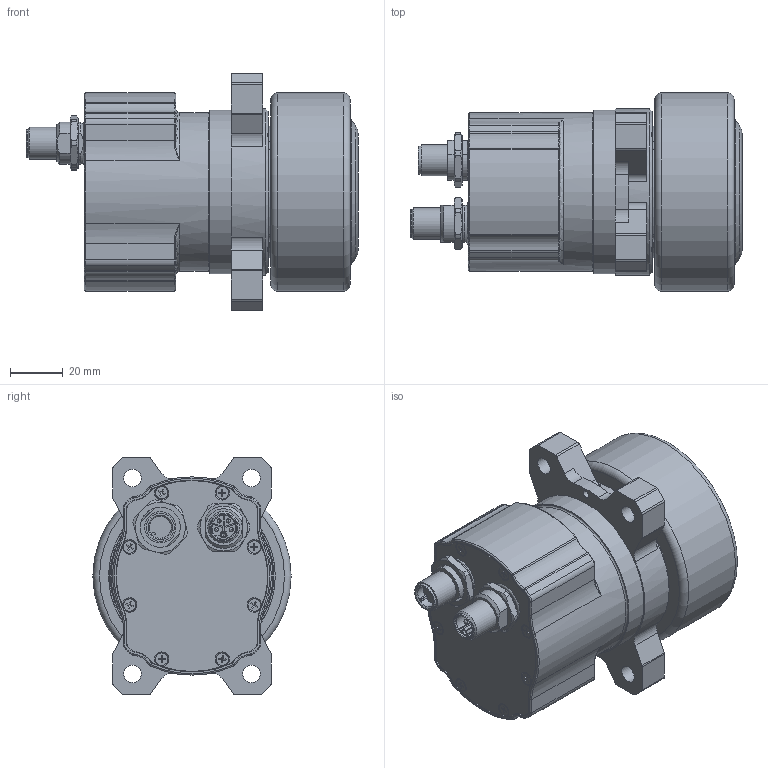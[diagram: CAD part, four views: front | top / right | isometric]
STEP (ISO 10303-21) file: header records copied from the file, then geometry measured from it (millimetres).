
FILE_DESCRIPTION(/* description */ (''),/* implementation_level */ '2;1');
FILE_NAME(/* name */ 'WD07530-42xx-50-Ex.stp',/* time_stamp */ '2023-10-27T09:58:13+02:00',/* author */ ('kaiming.cao'),/* organization */ (''),/* preprocessor_version */ 'ST-DEVELOPER v18.1',/* originating_system */ 'Autodesk Inventor 2021',/* authorisation */ '');
FILE_SCHEMA (('AUTOMOTIVE_DESIGN { 1 0 10303 214 3 1 1 }'));
Length unit declared in the file: millimetre
Products named in the file (1): D-00004524-75-updated-vereinfacht
Bounding box: 125.6 x 75 x 90 mm (x, y, z)
Volume: 391614.9 mm3; surface area: 48489.3 mm2
Topology: 1 solids, 1 shells, 637 faces, 1606 edges, 1008 vertices
Faces by surface type: plane 277, cylinder 231, cone 53, torus 52, bspline 24
Full cylindrical faces by diameter (mm): 1.5 x4, 1.55 x4, 1.6 x1, 2.201 x1, 2.459 x4, 3 x2, 3.4 x4, 4 x4, 4.7 x8, 6.5 x4, 6.647 x4, 7 x3, 9.2 x1, 10.6 x1, 10.7 x1, 11.85 x1, 12 x1, 13 x1, 43 x1, 52 x1, 60 x1, 62 x1, 63 x1, 75 x1
Entity records: 20322 total; most frequent: CARTESIAN_POINT 4050, DIRECTION 3460, ORIENTED_EDGE 3194, EDGE_CURVE 1597, AXIS2_PLACEMENT_3D 1359, VERTEX_POINT 1008, CIRCLE 745, LINE 742
